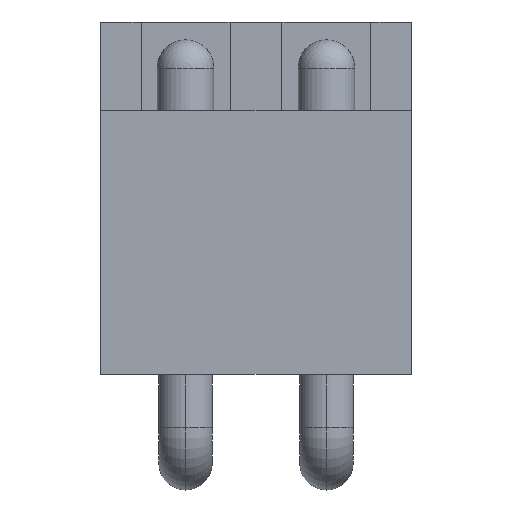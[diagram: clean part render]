
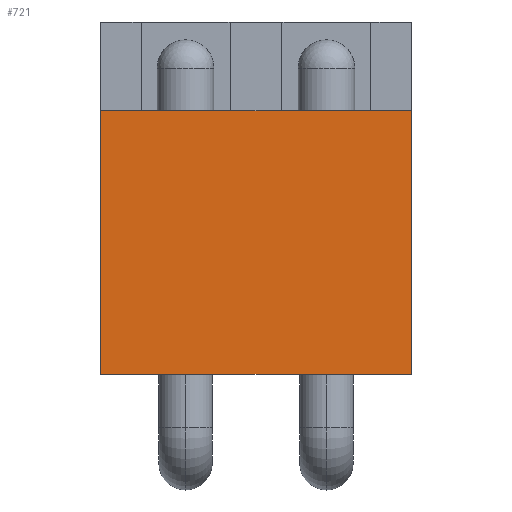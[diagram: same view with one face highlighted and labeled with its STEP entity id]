
A CAD part, front view. The second image highlights one B-rep face of the part: STEP entity #721.
In plain terms, the highlighted planar face has unit normal (0, -1, 0).
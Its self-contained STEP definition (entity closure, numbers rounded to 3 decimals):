
#43 = ORIENTED_EDGE ( 'NONE', *, *, #294, .T. ) ;
#85 = CARTESIAN_POINT ( 'NONE',  ( -30.1, -2.9, 0. ) ) ;
#167 = VECTOR ( 'NONE', #990, 1000. ) ;
#190 = EDGE_CURVE ( 'NONE', #1755, #1575, #271, .T. ) ;
#271 = LINE ( 'NONE', #813, #905 ) ;
#285 = PLANE ( 'NONE',  #1620 ) ;
#294 = EDGE_CURVE ( 'NONE', #1575, #1392, #1249, .T. ) ;
#323 = EDGE_LOOP ( 'NONE', ( #1248, #1017, #872, #43 ) ) ;
#341 = EDGE_CURVE ( 'NONE', #736, #1755, #1647, .T. ) ;
#553 = DIRECTION ( 'NONE',  ( 0., 0., 1. ) ) ;
#640 = DIRECTION ( 'NONE',  ( 1., 0., 0. ) ) ;
#721 = ADVANCED_FACE ( 'NONE', ( #1656 ), #285, .F. ) ;
#736 = VERTEX_POINT ( 'NONE', #1771 ) ;
#776 = LINE ( 'NONE', #1318, #858 ) ;
#813 = CARTESIAN_POINT ( 'NONE',  ( 69.8, -2.9, 7.4 ) ) ;
#827 = DIRECTION ( 'NONE',  ( 0., 1., 0. ) ) ;
#830 = CARTESIAN_POINT ( 'NONE',  ( -21.38, -2.9, 9.9 ) ) ;
#835 = CARTESIAN_POINT ( 'NONE',  ( -30.1, -2.9, 9.9 ) ) ;
#858 = VECTOR ( 'NONE', #640, 1000. ) ;
#872 = ORIENTED_EDGE ( 'NONE', *, *, #190, .T. ) ;
#905 = VECTOR ( 'NONE', #1459, 1000. ) ;
#976 = CARTESIAN_POINT ( 'NONE',  ( -21.38, -2.9, 7.4 ) ) ;
#990 = DIRECTION ( 'NONE',  ( 0., 0., -1. ) ) ;
#1017 = ORIENTED_EDGE ( 'NONE', *, *, #341, .T. ) ;
#1079 = EDGE_CURVE ( 'NONE', #1392, #736, #776, .T. ) ;
#1116 = CARTESIAN_POINT ( 'NONE',  ( -30.1, -2.9, 9.9 ) ) ;
#1191 = VECTOR ( 'NONE', #553, 1000. ) ;
#1248 = ORIENTED_EDGE ( 'NONE', *, *, #1079, .T. ) ;
#1249 = LINE ( 'NONE', #1116, #167 ) ;
#1318 = CARTESIAN_POINT ( 'NONE',  ( -30.1, -2.9, 0. ) ) ;
#1359 = CARTESIAN_POINT ( 'NONE',  ( -30.1, -2.9, 7.4 ) ) ;
#1372 = DIRECTION ( 'NONE',  ( 0., 0., 1. ) ) ;
#1392 = VERTEX_POINT ( 'NONE', #85 ) ;
#1459 = DIRECTION ( 'NONE',  ( -1., 0., 0. ) ) ;
#1575 = VERTEX_POINT ( 'NONE', #1359 ) ;
#1620 = AXIS2_PLACEMENT_3D ( 'NONE', #835, #827, #1372 ) ;
#1647 = LINE ( 'NONE', #830, #1191 ) ;
#1656 = FACE_OUTER_BOUND ( 'NONE', #323, .T. ) ;
#1755 = VERTEX_POINT ( 'NONE', #976 ) ;
#1771 = CARTESIAN_POINT ( 'NONE',  ( -21.38, -2.9, 0. ) ) ;
